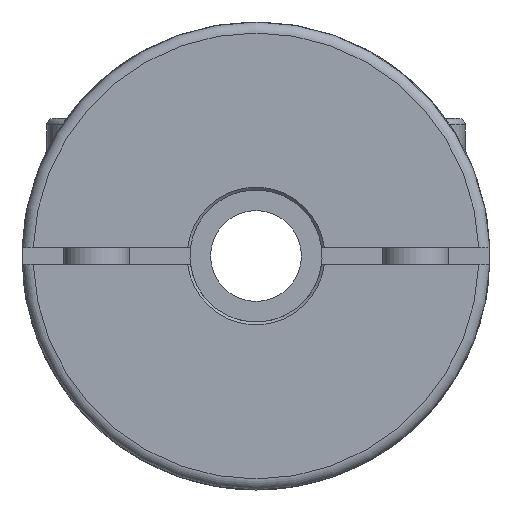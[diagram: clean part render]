
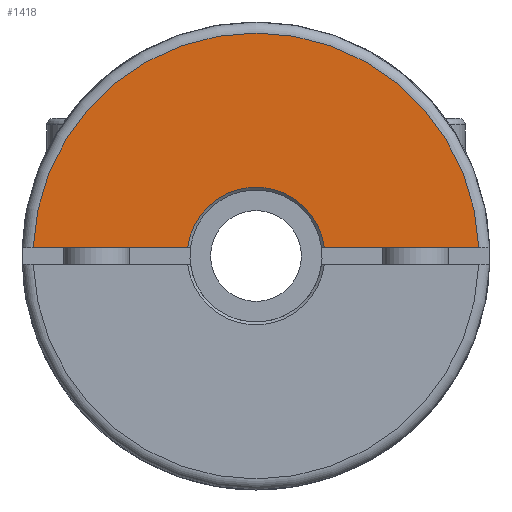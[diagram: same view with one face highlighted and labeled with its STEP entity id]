
A CAD part, left-side view. The second image highlights one B-rep face of the part: STEP entity #1418.
In plain terms, the highlighted planar face has unit normal (-1, 0, 0).
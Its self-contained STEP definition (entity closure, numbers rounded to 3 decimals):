
#1418 = ADVANCED_FACE( '', ( #3046 ), #3047, .T. );
#3046 = FACE_OUTER_BOUND( '', #4781, .T. );
#3047 = PLANE( '', #4782 );
#4781 = EDGE_LOOP( '', ( #9034, #9035, #9036, #9037 ) );
#4782 = AXIS2_PLACEMENT_3D( '', #9038, #9039, #9040 );
#9034 = ORIENTED_EDGE( '', *, *, #10306, .T. );
#9035 = ORIENTED_EDGE( '', *, *, #11129, .T. );
#9036 = ORIENTED_EDGE( '', *, *, #11527, .T. );
#9037 = ORIENTED_EDGE( '', *, *, #11384, .T. );
#9038 = CARTESIAN_POINT( '', ( 0., 0., 9. ) );
#9039 = DIRECTION( '', ( -1., 0., 0. ) );
#9040 = DIRECTION( '', ( 0., 0., 1. ) );
#10306 = EDGE_CURVE( '', #12527, #12525, #12528, .T. );
#11129 = EDGE_CURVE( '', #12525, #13770, #13772, .T. );
#11384 = EDGE_CURVE( '', #14083, #12527, #14084, .T. );
#11527 = EDGE_CURVE( '', #13770, #14083, #14250, .T. );
#12525 = VERTEX_POINT( '', #16213 );
#12527 = VERTEX_POINT( '', #16215 );
#12528 = LINE( '', #16216, #16217 );
#13770 = VERTEX_POINT( '', #18854 );
#13772 = CIRCLE( '', #18856, 12.5 );
#14083 = VERTEX_POINT( '', #19561 );
#14084 = CIRCLE( '', #19562, 40.5 );
#14250 = LINE( '', #19999, #20000 );
#16213 = CARTESIAN_POINT( '', ( 0., 12.41, 1.5 ) );
#16215 = CARTESIAN_POINT( '', ( 0., 40.472, 1.5 ) );
#16216 = CARTESIAN_POINT( '', ( 0., 0., 1.5 ) );
#16217 = VECTOR( '', #20822, 1000. );
#18854 = CARTESIAN_POINT( '', ( 0., -12.41, 1.5 ) );
#18856 = AXIS2_PLACEMENT_3D( '', #21889, #21890, #21891 );
#19561 = CARTESIAN_POINT( '', ( 0., -40.472, 1.5 ) );
#19562 = AXIS2_PLACEMENT_3D( '', #22171, #22172, #22173 );
#19999 = CARTESIAN_POINT( '', ( 0., 0., 1.5 ) );
#20000 = VECTOR( '', #22308, 1000. );
#20822 = DIRECTION( '', ( 0., -1., 0. ) );
#21889 = CARTESIAN_POINT( '', ( 0., 0., 0. ) );
#21890 = DIRECTION( '', ( 1., 0., 0. ) );
#21891 = DIRECTION( '', ( 0., 0., 1. ) );
#22171 = CARTESIAN_POINT( '', ( 0., 0., 0. ) );
#22172 = DIRECTION( '', ( -1., 0., 0. ) );
#22173 = DIRECTION( '', ( 0., 0., 1. ) );
#22308 = DIRECTION( '', ( 0., -1., 0. ) );
